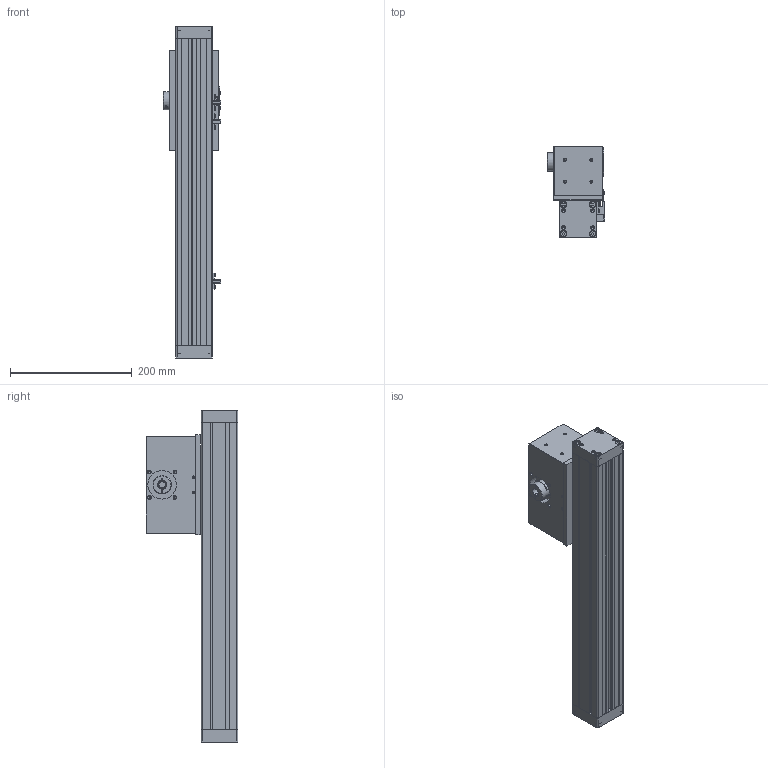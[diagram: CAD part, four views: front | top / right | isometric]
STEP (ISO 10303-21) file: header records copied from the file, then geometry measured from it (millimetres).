
FILE_DESCRIPTION (( 'STEP AP203' ), '1' );
FILE_NAME ('ITZ60-D01-300.step', '2019-09-12T07:48:52', ( 'User' ), ( 'China' ), 'SwSTEP 2.0', 'SolidWorks 2016', '' );
FILE_SCHEMA (( 'CONFIG_CONTROL_DESIGN' ));
Length unit declared in the file: millimetre
Products named in the file (9): PART-6007-TO; PART-6006-TZ; PART-6005-TZ; ITZ60-D01-300; PART-6001-TO-D01; PART-6009-TZ; PART-6003-TZ; PART-ITZ60-02; PART-6008-TO
Assembly tree (11 placements, depth 2):
  ITZ60-D01-300
    PART-6001-TO-D01
    PART-6008-TO  x3
    PART-6007-TO
    PART-6003-TZ
    PART-6009-TZ
    PART-ITZ60-02  x2
    PART-6005-TZ
    PART-6006-TZ
Bounding box: 94.3 x 150.2 x 546 mm (x, y, z)
Volume: 2813346 mm3; surface area: 411360.6 mm2
Topology: 7 solids, 27 shells, 1074 faces, 2648 edges, 1643 vertices
Faces by surface type: plane 497, cylinder 316, cone 231, torus 26, sphere 4
Entity records: 24078 total; most frequent: CARTESIAN_POINT 4256, DIRECTION 4132, ORIENTED_EDGE 3706, EDGE_CURVE 1884, AXIS2_PLACEMENT_3D 1519, VERTEX_POINT 1191, VECTOR 1094, LINE 1094
